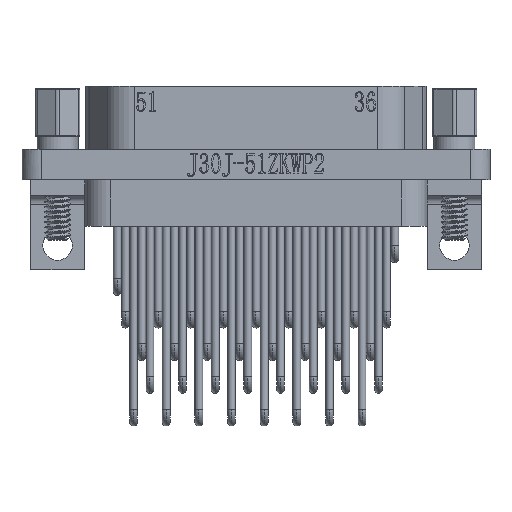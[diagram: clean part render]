
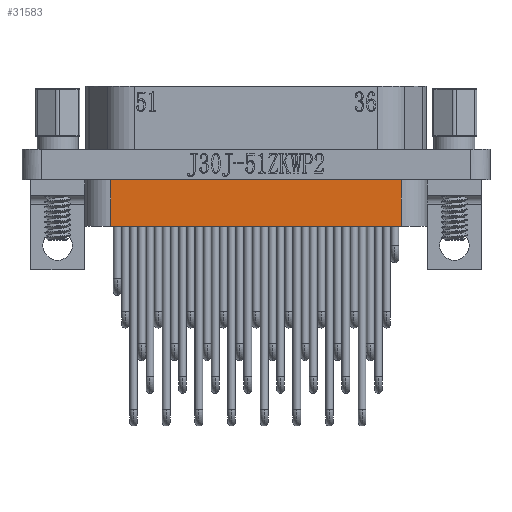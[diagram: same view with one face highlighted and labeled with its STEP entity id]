
A CAD part, front view. The second image highlights one B-rep face of the part: STEP entity #31583.
In plain terms, the highlighted planar face has unit normal (0, -1, 0).
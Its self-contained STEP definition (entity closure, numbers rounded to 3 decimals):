
#1436 = EDGE_CURVE ( 'NONE', #56737, #30252, #60541, .T. ) ;
#6935 = VERTEX_POINT ( 'NONE', #66395 ) ;
#8842 = CARTESIAN_POINT ( 'NONE',  ( 11.3, -3.95, -6. ) ) ;
#9159 = CARTESIAN_POINT ( 'NONE',  ( 11.3, -3.95, -6. ) ) ;
#11787 = AXIS2_PLACEMENT_3D ( 'NONE', #9159, #46062, #67064 ) ;
#12173 = LINE ( 'NONE', #33217, #34530 ) ;
#13907 = EDGE_CURVE ( 'NONE', #45283, #6935, #64059, .T. ) ;
#15715 = ORIENTED_EDGE ( 'NONE', *, *, #24105, .T. ) ;
#16159 = DIRECTION ( 'NONE',  ( -1., 0., 0. ) ) ;
#17364 = CARTESIAN_POINT ( 'NONE',  ( -11.3, -3.95, -6. ) ) ;
#19619 = CARTESIAN_POINT ( 'NONE',  ( 11.3, -3.95, -2.4 ) ) ;
#22899 = ORIENTED_EDGE ( 'NONE', *, *, #27547, .F. ) ;
#24105 = EDGE_CURVE ( 'NONE', #56737, #45283, #12173, .T. ) ;
#24716 = DIRECTION ( 'NONE',  ( -1., 0., 0. ) ) ;
#26442 = ORIENTED_EDGE ( 'NONE', *, *, #1436, .F. ) ;
#27547 = EDGE_CURVE ( 'NONE', #30252, #6935, #31165, .T. ) ;
#29856 = PLANE ( 'NONE',  #11787 ) ;
#30252 = VERTEX_POINT ( 'NONE', #17364 ) ;
#31165 = LINE ( 'NONE', #41839, #36316 ) ;
#31583 = ADVANCED_FACE ( 'NONE', ( #56034 ), #29856, .F. ) ;
#33217 = CARTESIAN_POINT ( 'NONE',  ( 11.3, -3.95, -6. ) ) ;
#34530 = VECTOR ( 'NONE', #64892, 1000. ) ;
#36316 = VECTOR ( 'NONE', #58022, 1000. ) ;
#38200 = CARTESIAN_POINT ( 'NONE',  ( 11.3, -3.95, -2.4 ) ) ;
#38220 = VECTOR ( 'NONE', #16159, 1000. ) ;
#41839 = CARTESIAN_POINT ( 'NONE',  ( -11.3, -3.95, -6. ) ) ;
#45283 = VERTEX_POINT ( 'NONE', #19619 ) ;
#45364 = ORIENTED_EDGE ( 'NONE', *, *, #13907, .T. ) ;
#46062 = DIRECTION ( 'NONE',  ( 0., 1., 0. ) ) ;
#56034 = FACE_OUTER_BOUND ( 'NONE', #61553, .T. ) ;
#56737 = VERTEX_POINT ( 'NONE', #66922 ) ;
#58022 = DIRECTION ( 'NONE',  ( 0., 0., 1. ) ) ;
#60541 = LINE ( 'NONE', #8842, #67223 ) ;
#61553 = EDGE_LOOP ( 'NONE', ( #45364, #22899, #26442, #15715 ) ) ;
#64059 = LINE ( 'NONE', #38200, #38220 ) ;
#64892 = DIRECTION ( 'NONE',  ( 0., 0., 1. ) ) ;
#66395 = CARTESIAN_POINT ( 'NONE',  ( -11.3, -3.95, -2.4 ) ) ;
#66922 = CARTESIAN_POINT ( 'NONE',  ( 11.3, -3.95, -6. ) ) ;
#67064 = DIRECTION ( 'NONE',  ( 0., 0., 1. ) ) ;
#67223 = VECTOR ( 'NONE', #24716, 1000. ) ;
